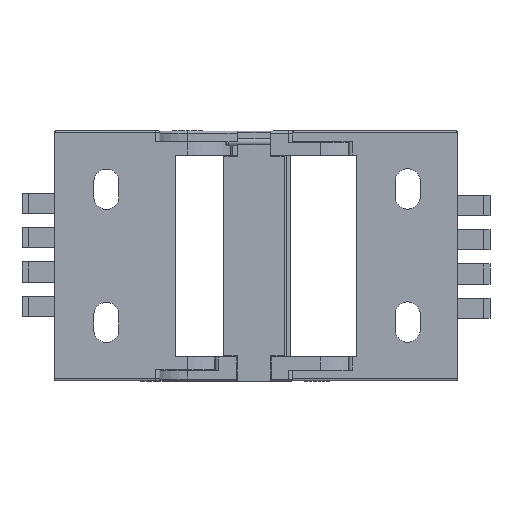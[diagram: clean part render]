
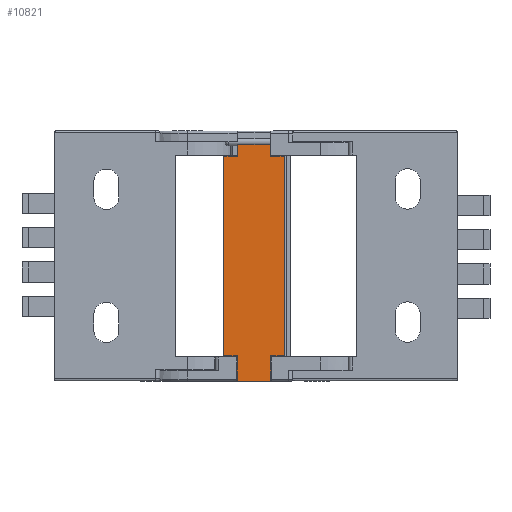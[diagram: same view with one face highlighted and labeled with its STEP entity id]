
A CAD part, front view. The second image highlights one B-rep face of the part: STEP entity #10821.
In plain terms, the highlighted planar face has unit normal (0, -1, 0).
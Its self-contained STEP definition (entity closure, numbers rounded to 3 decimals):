
#10 = ORIENTED_EDGE ( 'NONE', *, *, #3502, .F. ) ;
#58 = CARTESIAN_POINT ( 'NONE',  ( 24., -11.7, 58.57 ) ) ;
#71 = VECTOR ( 'NONE', #11456, 1000. ) ;
#315 = EDGE_CURVE ( 'NONE', #1663, #5724, #11206, .T. ) ;
#384 = DIRECTION ( 'NONE',  ( -1., 0., 0. ) ) ;
#522 = LINE ( 'NONE', #11171, #6308 ) ;
#528 = DIRECTION ( 'NONE',  ( 1., 0., 0. ) ) ;
#590 = AXIS2_PLACEMENT_3D ( 'NONE', #9636, #11979, #3057 ) ;
#603 = CARTESIAN_POINT ( 'NONE',  ( 20.677, -11.7, 0. ) ) ;
#701 = CARTESIAN_POINT ( 'NONE',  ( 12.45, -11.7, 58.57 ) ) ;
#727 = VECTOR ( 'NONE', #9649, 1000. ) ;
#871 = EDGE_CURVE ( 'NONE', #1663, #10697, #11889, .T. ) ;
#877 = CARTESIAN_POINT ( 'NONE',  ( 24., -11.7, 0. ) ) ;
#1031 = VERTEX_POINT ( 'NONE', #8545 ) ;
#1183 = DIRECTION ( 'NONE',  ( 0., 0., 1. ) ) ;
#1186 = VECTOR ( 'NONE', #11580, 1000. ) ;
#1305 = LINE ( 'NONE', #877, #12011 ) ;
#1320 = EDGE_CURVE ( 'NONE', #14131, #1031, #12715, .T. ) ;
#1643 = CARTESIAN_POINT ( 'NONE',  ( 24., -11.7, 55.7 ) ) ;
#1663 = VERTEX_POINT ( 'NONE', #11584 ) ;
#1722 = ORIENTED_EDGE ( 'NONE', *, *, #871, .T. ) ;
#2159 = CARTESIAN_POINT ( 'NONE',  ( 24., -11.7, 6.3 ) ) ;
#2473 = LINE ( 'NONE', #2608, #727 ) ;
#2487 = ORIENTED_EDGE ( 'NONE', *, *, #8561, .T. ) ;
#2537 = CARTESIAN_POINT ( 'NONE',  ( 20.55, -11.7, 58.57 ) ) ;
#2608 = CARTESIAN_POINT ( 'NONE',  ( 24., -11.7, 6.3 ) ) ;
#2645 = CARTESIAN_POINT ( 'NONE',  ( 12.323, -11.7, 6.3 ) ) ;
#2818 = ORIENTED_EDGE ( 'NONE', *, *, #5178, .F. ) ;
#3017 = VECTOR ( 'NONE', #384, 1000. ) ;
#3057 = DIRECTION ( 'NONE',  ( 1., 0., 0. ) ) ;
#3232 = ORIENTED_EDGE ( 'NONE', *, *, #7863, .T. ) ;
#3417 = DIRECTION ( 'NONE',  ( 0., 0., -1. ) ) ;
#3502 = EDGE_CURVE ( 'NONE', #14131, #10255, #2473, .T. ) ;
#3749 = CARTESIAN_POINT ( 'NONE',  ( 12.323, -11.7, 45.57 ) ) ;
#3815 = EDGE_CURVE ( 'NONE', #13633, #13163, #522, .T. ) ;
#4026 = FACE_OUTER_BOUND ( 'NONE', #13498, .T. ) ;
#4163 = DIRECTION ( 'NONE',  ( -1., 0., 0. ) ) ;
#4830 = VECTOR ( 'NONE', #1183, 1000. ) ;
#4918 = ORIENTED_EDGE ( 'NONE', *, *, #8119, .F. ) ;
#4977 = LINE ( 'NONE', #12572, #3017 ) ;
#5178 = EDGE_CURVE ( 'NONE', #10255, #5941, #7109, .T. ) ;
#5446 = ORIENTED_EDGE ( 'NONE', *, *, #7744, .T. ) ;
#5467 = CARTESIAN_POINT ( 'NONE',  ( 24., -11.7, 55.7 ) ) ;
#5724 = VERTEX_POINT ( 'NONE', #5467 ) ;
#5941 = VERTEX_POINT ( 'NONE', #6877 ) ;
#6308 = VECTOR ( 'NONE', #3417, 1000. ) ;
#6350 = DIRECTION ( 'NONE',  ( 0., 0., 1. ) ) ;
#6362 = CARTESIAN_POINT ( 'NONE',  ( 12.45, -11.7, 55.7 ) ) ;
#6376 = PLANE ( 'NONE',  #590 ) ;
#6792 = EDGE_CURVE ( 'NONE', #9049, #9167, #9131, .T. ) ;
#6877 = CARTESIAN_POINT ( 'NONE',  ( 9., -11.7, 55.7 ) ) ;
#7096 = VECTOR ( 'NONE', #7296, 1000. ) ;
#7109 = LINE ( 'NONE', #11808, #8653 ) ;
#7296 = DIRECTION ( 'NONE',  ( 1., 0., 0. ) ) ;
#7744 = EDGE_CURVE ( 'NONE', #9049, #5724, #7762, .T. ) ;
#7762 = LINE ( 'NONE', #58, #4830 ) ;
#7863 = EDGE_CURVE ( 'NONE', #10697, #13633, #4977, .T. ) ;
#8119 = EDGE_CURVE ( 'NONE', #13088, #1031, #1305, .T. ) ;
#8157 = ORIENTED_EDGE ( 'NONE', *, *, #315, .F. ) ;
#8545 = CARTESIAN_POINT ( 'NONE',  ( 12.323, -11.7, 0. ) ) ;
#8561 = EDGE_CURVE ( 'NONE', #13088, #9167, #12700, .T. ) ;
#8565 = VECTOR ( 'NONE', #528, 1000. ) ;
#8583 = CARTESIAN_POINT ( 'NONE',  ( 24., -11.7, 55.7 ) ) ;
#8612 = CARTESIAN_POINT ( 'NONE',  ( 20.677, -11.7, 45.57 ) ) ;
#8653 = VECTOR ( 'NONE', #6350, 1000. ) ;
#8966 = ORIENTED_EDGE ( 'NONE', *, *, #3815, .T. ) ;
#9049 = VERTEX_POINT ( 'NONE', #2159 ) ;
#9131 = LINE ( 'NONE', #10564, #13617 ) ;
#9167 = VERTEX_POINT ( 'NONE', #11496 ) ;
#9253 = EDGE_CURVE ( 'NONE', #5941, #13163, #14233, .T. ) ;
#9636 = CARTESIAN_POINT ( 'NONE',  ( 24., -11.7, 58.57 ) ) ;
#9649 = DIRECTION ( 'NONE',  ( -1., 0., 0. ) ) ;
#10255 = VERTEX_POINT ( 'NONE', #11926 ) ;
#10420 = CARTESIAN_POINT ( 'NONE',  ( 20.55, -11.7, 58.57 ) ) ;
#10564 = CARTESIAN_POINT ( 'NONE',  ( 24., -11.7, 6.3 ) ) ;
#10697 = VERTEX_POINT ( 'NONE', #2537 ) ;
#10797 = VECTOR ( 'NONE', #12003, 1000. ) ;
#10821 = ADVANCED_FACE ( 'NONE', ( #4026 ), #6376, .T. ) ;
#11171 = CARTESIAN_POINT ( 'NONE',  ( 12.45, -11.7, 58.57 ) ) ;
#11206 = LINE ( 'NONE', #8583, #7096 ) ;
#11456 = DIRECTION ( 'NONE',  ( 0., 0., -1. ) ) ;
#11496 = CARTESIAN_POINT ( 'NONE',  ( 20.677, -11.7, 6.3 ) ) ;
#11580 = DIRECTION ( 'NONE',  ( 0., 0., 1. ) ) ;
#11584 = CARTESIAN_POINT ( 'NONE',  ( 20.55, -11.7, 55.7 ) ) ;
#11808 = CARTESIAN_POINT ( 'NONE',  ( 9., -11.7, 58.57 ) ) ;
#11811 = DIRECTION ( 'NONE',  ( -1., 0., 0. ) ) ;
#11889 = LINE ( 'NONE', #10420, #1186 ) ;
#11926 = CARTESIAN_POINT ( 'NONE',  ( 9., -11.7, 6.3 ) ) ;
#11979 = DIRECTION ( 'NONE',  ( 0., -1., 0. ) ) ;
#12003 = DIRECTION ( 'NONE',  ( 0., 0., 1. ) ) ;
#12011 = VECTOR ( 'NONE', #4163, 1000. ) ;
#12263 = ORIENTED_EDGE ( 'NONE', *, *, #1320, .T. ) ;
#12572 = CARTESIAN_POINT ( 'NONE',  ( 24., -11.7, 58.57 ) ) ;
#12700 = LINE ( 'NONE', #8612, #10797 ) ;
#12715 = LINE ( 'NONE', #3749, #71 ) ;
#13073 = ORIENTED_EDGE ( 'NONE', *, *, #9253, .F. ) ;
#13088 = VERTEX_POINT ( 'NONE', #603 ) ;
#13163 = VERTEX_POINT ( 'NONE', #6362 ) ;
#13498 = EDGE_LOOP ( 'NONE', ( #2818, #10, #12263, #4918, #2487, #13677, #5446, #8157, #1722, #3232, #8966, #13073 ) ) ;
#13617 = VECTOR ( 'NONE', #11811, 1000. ) ;
#13633 = VERTEX_POINT ( 'NONE', #701 ) ;
#13677 = ORIENTED_EDGE ( 'NONE', *, *, #6792, .F. ) ;
#14131 = VERTEX_POINT ( 'NONE', #2645 ) ;
#14233 = LINE ( 'NONE', #1643, #8565 ) ;
